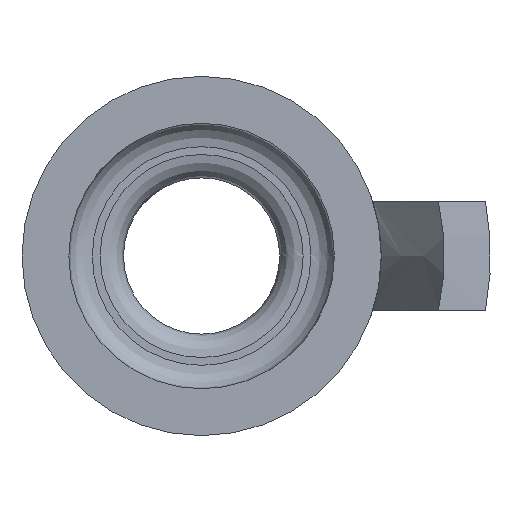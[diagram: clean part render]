
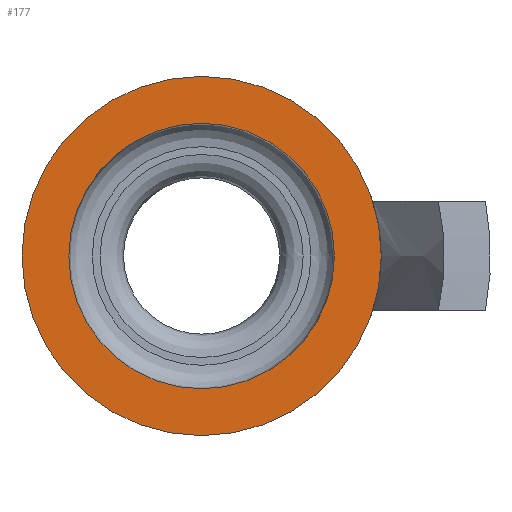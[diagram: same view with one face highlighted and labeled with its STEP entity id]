
A CAD part, left-side view. The second image highlights one B-rep face of the part: STEP entity #177.
In plain terms, the highlighted planar face has unit normal (-1, 0, 0).
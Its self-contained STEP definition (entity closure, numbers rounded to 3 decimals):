
#116=PLANE('',#444);
#142=FACE_BOUND('',#223,.T.);
#143=FACE_BOUND('',#224,.T.);
#177=ADVANCED_FACE('',(#142,#143),#116,.T.);
#223=EDGE_LOOP('',(#314));
#224=EDGE_LOOP('',(#315));
#263=CIRCLE('',#441,1.15);
#264=CIRCLE('',#443,0.85);
#314=ORIENTED_EDGE('',*,*,#400,.T.);
#315=ORIENTED_EDGE('',*,*,#399,.F.);
#364=VERTEX_POINT('',#736);
#365=VERTEX_POINT('',#739);
#399=EDGE_CURVE('',#364,#364,#263,.T.);
#400=EDGE_CURVE('',#365,#365,#264,.T.);
#441=AXIS2_PLACEMENT_3D('',#735,#514,#515);
#443=AXIS2_PLACEMENT_3D('',#738,#518,#519);
#444=AXIS2_PLACEMENT_3D('',#740,#520,#521);
#514=DIRECTION('',(1.,0.,0.));
#515=DIRECTION('',(0.,-1.,0.));
#518=DIRECTION('',(1.,0.,0.));
#519=DIRECTION('',(0.,-1.,0.));
#520=DIRECTION('',(-1.,0.,0.));
#521=DIRECTION('',(0.,1.,0.));
#735=CARTESIAN_POINT('',(-1.,0.,0.));
#736=CARTESIAN_POINT('',(-1.,-1.15,0.));
#738=CARTESIAN_POINT('',(-1.,0.,0.));
#739=CARTESIAN_POINT('',(-1.,-0.85,0.));
#740=CARTESIAN_POINT('',(-1.,-1.265,1.265));
